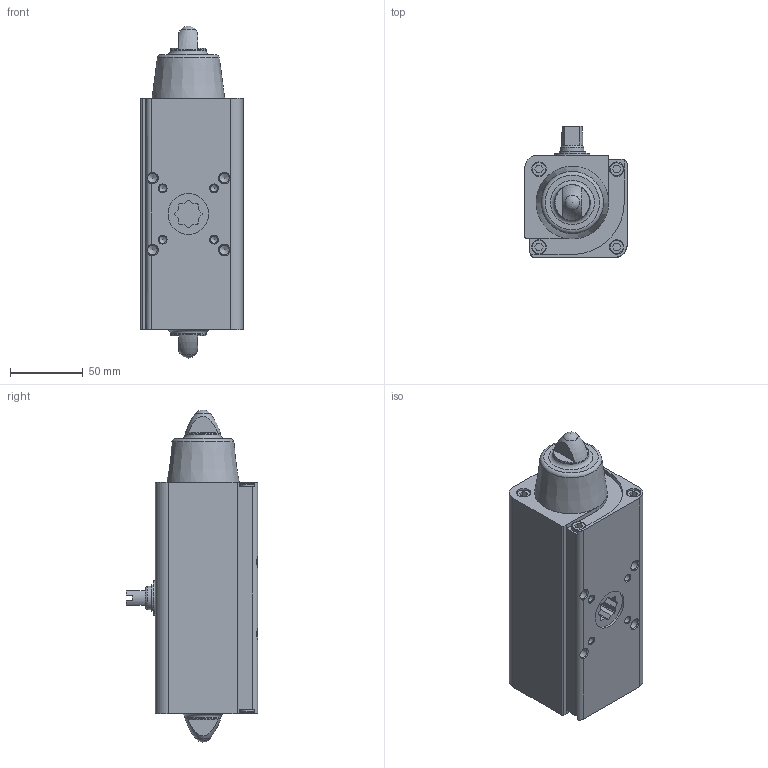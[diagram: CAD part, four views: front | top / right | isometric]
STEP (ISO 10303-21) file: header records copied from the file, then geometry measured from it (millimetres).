
FILE_DESCRIPTION(/* description */ ('STEP AP214'),/* implementation_level */ '2;1');
FILE_NAME(/* name */ '533484_DAPS-0030-090-RS1-F0507',/* time_stamp */ '2024-08-13T15:41:20+02:00',/* author */ ('License CC BY-ND 4.0'),/* organization */ ('CADENAS'),/* preprocessor_version */ 'ST-DEVELOPER v19.3',/* originating_system */ 'PARTsolutions',/* authorisation */ ' ');
FILE_SCHEMA (('AUTOMOTIVE_DESIGN {1 0 10303 214 3 1 1}'));
Length unit declared in the file: millimetre
Products named in the file (3): 533484 DAPS-0030-090-RS1-F0507---0; 533484 DAPS-0030-090-RS1-F0507---(1); 533484 DAPS-0030-090-RS1-F0507---(2)
Assembly tree (2 placements, depth 2):
  533484 DAPS-0030-090-RS1-F0507---0
    533484 DAPS-0030-090-RS1-F0507---(1)
    533484 DAPS-0030-090-RS1-F0507---(2)
Bounding box: 70.4 x 90.4 x 228.5 mm (x, y, z)
Volume: 814245.6 mm3; surface area: 77783.2 mm2
Topology: 2 solids, 2 shells, 258 faces, 654 edges, 420 vertices
Faces by surface type: plane 141, cylinder 59, cone 41, torus 15, sphere 2
Full cylindrical faces by diameter (mm): 4.134 x8, 4.917 x5, 6.647 x4, 8.566 x2, 10 x8, 16 x1, 18.4 x1, 24 x2, 28 x2
Entity records: 7090 total; most frequent: CARTESIAN_POINT 1269, DIRECTION 1206, ORIENTED_EDGE 1040, EDGE_CURVE 520, AXIS2_PLACEMENT_3D 439, VERTEX_POINT 396, FACE_BOUND 390, EDGE_LOOP 371
